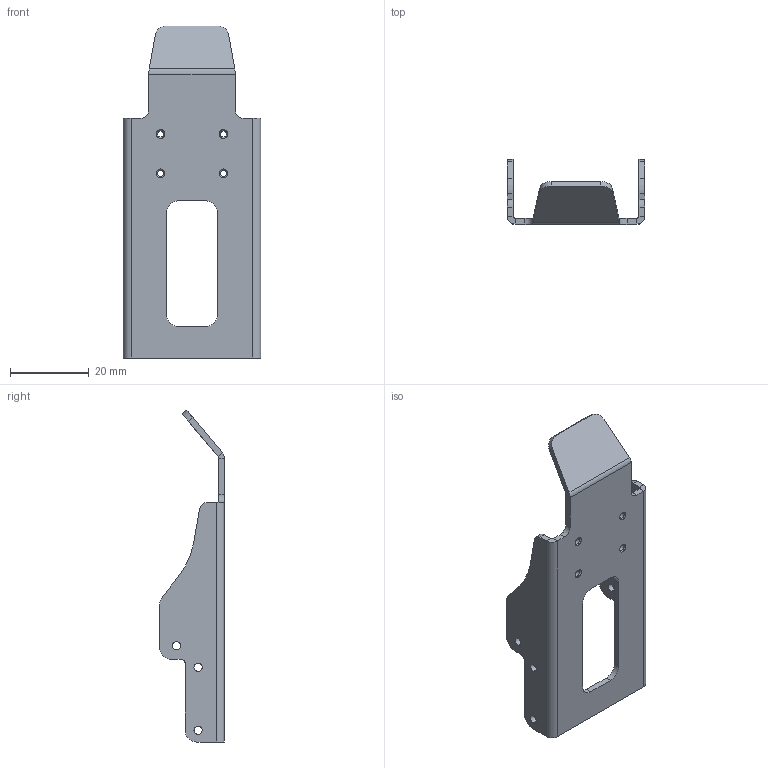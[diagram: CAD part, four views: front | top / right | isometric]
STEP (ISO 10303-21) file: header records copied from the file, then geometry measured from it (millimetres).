
FILE_DESCRIPTION((''),'2;1');
FILE_NAME('FR04_E170','2011-07-04T',('Andy'),(''),'PRO/ENGINEER BY PARAMETRIC TECHNOLOGY CORPORATION, 2009060','PRO/ENGINEER BY PARAMETRIC TECHNOLOGY CORPORATION, 2009060','');
FILE_SCHEMA(('CONFIG_CONTROL_DESIGN'));
Length unit declared in the file: millimetre
Products named in the file (1): FR04_E170
Bounding box: 35 x 16.5 x 84.49 mm (x, y, z)
Volume: 5068.2 mm3; surface area: 7381.2 mm2
Topology: 1 solids, 1 shells, 94 faces, 244 edges, 152 vertices
Faces by surface type: cylinder 46, plane 38, cone 8, bspline 2
Entity records: 3014 total; most frequent: CARTESIAN_POINT 568, DIRECTION 520, ORIENTED_EDGE 488, EDGE_CURVE 244, AXIS2_PLACEMENT_3D 188, VERTEX_POINT 152, VECTOR 144, LINE 144
